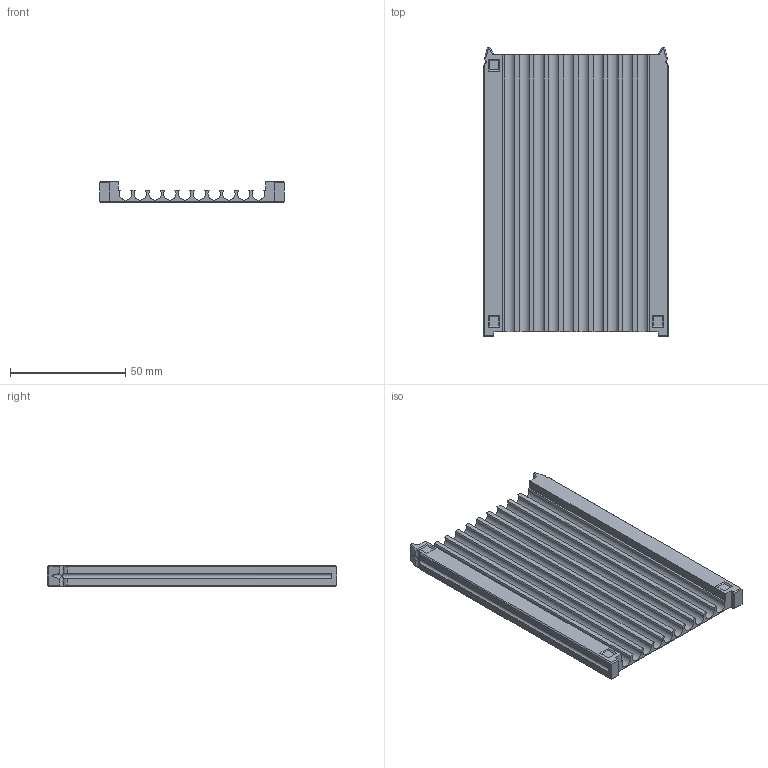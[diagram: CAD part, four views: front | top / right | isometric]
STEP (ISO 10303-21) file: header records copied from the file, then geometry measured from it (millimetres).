
FILE_DESCRIPTION( ( '' ), ' ' );
FILE_NAME( '592b4f29f11ae5108b96b0b6.step', '2017-05-28T22:28:58', ( '' ), ( '' ), ' ', ' ', ' ' );
FILE_SCHEMA( ( 'AUTOMOTIVE_DESIGN { 1 0 10303 214 1 1 1 1 }' ) );
Length unit declared in the file: metre
Products named in the file (1): arena_10x1_longTubes
Bounding box: 80 x 125.22 x 9 mm (x, y, z)
Volume: 33393.2 mm3; surface area: 32108.6 mm2
Topology: 1 solids, 1 shells, 130 faces, 328 edges, 206 vertices
Faces by surface type: plane 106, cylinder 22, bspline 2
Entity records: 4912 total; most frequent: CARTESIAN_POINT 739, ORIENTED_EDGE 656, DIRECTION 620, EDGE_CURVE 328, LINE 266, VECTOR 266, VERTEX_POINT 206, AXIS2_PLACEMENT_3D 177
